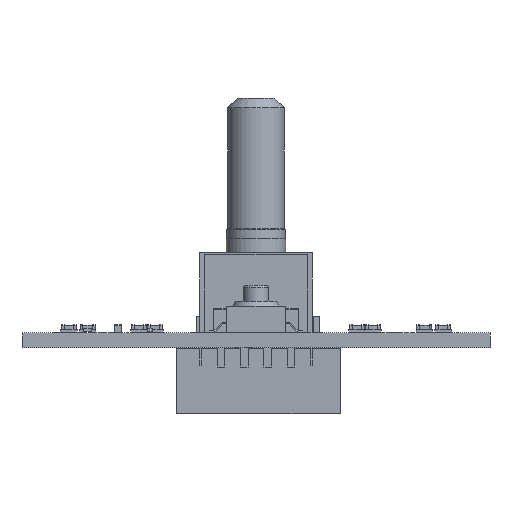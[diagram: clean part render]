
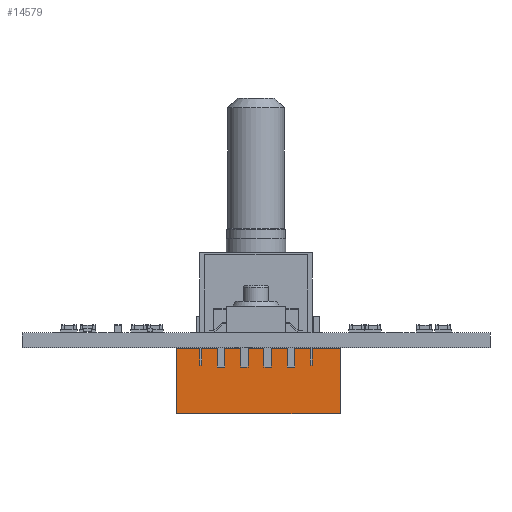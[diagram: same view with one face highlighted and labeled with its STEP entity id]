
A CAD part, front view. The second image highlights one B-rep face of the part: STEP entity #14579.
In plain terms, the highlighted face is planar.
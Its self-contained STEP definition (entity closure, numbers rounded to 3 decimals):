
#14133 = PLANE('',#14134);
#14134 = AXIS2_PLACEMENT_3D('',#14135,#14136,#14137);
#14135 = CARTESIAN_POINT('',(0.,0.6,7.));
#14136 = DIRECTION('',(0.,0.,1.));
#14137 = DIRECTION('',(1.,0.,-0.));
#14324 = VERTEX_POINT('',#14325);
#14325 = CARTESIAN_POINT('',(-8.75,3.5,0.));
#14332 = PLANE('',#14333);
#14333 = AXIS2_PLACEMENT_3D('',#14334,#14335,#14336);
#14334 = CARTESIAN_POINT('',(-8.75,0.6,7.));
#14335 = DIRECTION('',(-1.,0.,0.));
#14336 = DIRECTION('',(0.,0.,1.));
#14344 = PLANE('',#14345);
#14345 = AXIS2_PLACEMENT_3D('',#14346,#14347,#14348);
#14346 = CARTESIAN_POINT('',(0.,0.6,0.));
#14347 = DIRECTION('',(0.,0.,1.));
#14348 = DIRECTION('',(1.,0.,-0.));
#14385 = VERTEX_POINT('',#14386);
#14386 = CARTESIAN_POINT('',(-8.75,3.5,7.));
#14407 = EDGE_CURVE('',#14385,#14324,#14408,.T.);
#14408 = SURFACE_CURVE('',#14409,(#14413,#14420),.PCURVE_S1.);
#14409 = LINE('',#14410,#14411);
#14410 = CARTESIAN_POINT('',(-8.75,3.5,7.));
#14411 = VECTOR('',#14412,1.);
#14412 = DIRECTION('',(0.,0.,-1.));
#14413 = PCURVE('',#14332,#14414);
#14414 = DEFINITIONAL_REPRESENTATION('',(#14415),#14419);
#14415 = LINE('',#14416,#14417);
#14416 = CARTESIAN_POINT('',(0.,2.9));
#14417 = VECTOR('',#14418,1.);
#14418 = DIRECTION('',(-1.,0.));
#14419 = ( GEOMETRIC_REPRESENTATION_CONTEXT(2) 
PARAMETRIC_REPRESENTATION_CONTEXT() REPRESENTATION_CONTEXT('2D SPACE',''
  ) );
#14420 = PCURVE('',#14421,#14426);
#14421 = PLANE('',#14422);
#14422 = AXIS2_PLACEMENT_3D('',#14423,#14424,#14425);
#14423 = CARTESIAN_POINT('',(0.,3.5,7.));
#14424 = DIRECTION('',(0.,1.,0.));
#14425 = DIRECTION('',(-1.,0.,0.));
#14426 = DEFINITIONAL_REPRESENTATION('',(#14427),#14431);
#14427 = LINE('',#14428,#14429);
#14428 = CARTESIAN_POINT('',(8.75,0.));
#14429 = VECTOR('',#14430,1.);
#14430 = DIRECTION('',(0.,-1.));
#14431 = ( GEOMETRIC_REPRESENTATION_CONTEXT(2) 
PARAMETRIC_REPRESENTATION_CONTEXT() REPRESENTATION_CONTEXT('2D SPACE',''
  ) );
#14476 = PLANE('',#14477);
#14477 = AXIS2_PLACEMENT_3D('',#14478,#14479,#14480);
#14478 = CARTESIAN_POINT('',(8.75,0.6,7.));
#14479 = DIRECTION('',(-1.,0.,0.));
#14480 = DIRECTION('',(0.,0.,1.));
#14514 = VERTEX_POINT('',#14515);
#14515 = CARTESIAN_POINT('',(8.75,3.5,7.));
#14536 = EDGE_CURVE('',#14514,#14537,#14539,.T.);
#14537 = VERTEX_POINT('',#14538);
#14538 = CARTESIAN_POINT('',(8.75,3.5,0.));
#14539 = SURFACE_CURVE('',#14540,(#14544,#14551),.PCURVE_S1.);
#14540 = LINE('',#14541,#14542);
#14541 = CARTESIAN_POINT('',(8.75,3.5,7.));
#14542 = VECTOR('',#14543,1.);
#14543 = DIRECTION('',(0.,0.,-1.));
#14544 = PCURVE('',#14476,#14545);
#14545 = DEFINITIONAL_REPRESENTATION('',(#14546),#14550);
#14546 = LINE('',#14547,#14548);
#14547 = CARTESIAN_POINT('',(0.,2.9));
#14548 = VECTOR('',#14549,1.);
#14549 = DIRECTION('',(-1.,0.));
#14550 = ( GEOMETRIC_REPRESENTATION_CONTEXT(2) 
PARAMETRIC_REPRESENTATION_CONTEXT() REPRESENTATION_CONTEXT('2D SPACE',''
  ) );
#14551 = PCURVE('',#14421,#14552);
#14552 = DEFINITIONAL_REPRESENTATION('',(#14553),#14557);
#14553 = LINE('',#14554,#14555);
#14554 = CARTESIAN_POINT('',(-8.75,0.));
#14555 = VECTOR('',#14556,1.);
#14556 = DIRECTION('',(0.,-1.));
#14557 = ( GEOMETRIC_REPRESENTATION_CONTEXT(2) 
PARAMETRIC_REPRESENTATION_CONTEXT() REPRESENTATION_CONTEXT('2D SPACE',''
  ) );
#14579 = ADVANCED_FACE('',(#14580),#14421,.T.);
#14580 = FACE_BOUND('',#14581,.T.);
#14581 = EDGE_LOOP('',(#14582,#14603,#14604,#14625));
#14582 = ORIENTED_EDGE('',*,*,#14583,.F.);
#14583 = EDGE_CURVE('',#14324,#14537,#14584,.T.);
#14584 = SURFACE_CURVE('',#14585,(#14589,#14596),.PCURVE_S1.);
#14585 = LINE('',#14586,#14587);
#14586 = CARTESIAN_POINT('',(0.,3.5,0.));
#14587 = VECTOR('',#14588,1.);
#14588 = DIRECTION('',(1.,0.,0.));
#14589 = PCURVE('',#14421,#14590);
#14590 = DEFINITIONAL_REPRESENTATION('',(#14591),#14595);
#14591 = LINE('',#14592,#14593);
#14592 = CARTESIAN_POINT('',(0.,-7.));
#14593 = VECTOR('',#14594,1.);
#14594 = DIRECTION('',(-1.,0.));
#14595 = ( GEOMETRIC_REPRESENTATION_CONTEXT(2) 
PARAMETRIC_REPRESENTATION_CONTEXT() REPRESENTATION_CONTEXT('2D SPACE',''
  ) );
#14596 = PCURVE('',#14344,#14597);
#14597 = DEFINITIONAL_REPRESENTATION('',(#14598),#14602);
#14598 = LINE('',#14599,#14600);
#14599 = CARTESIAN_POINT('',(0.,2.9));
#14600 = VECTOR('',#14601,1.);
#14601 = DIRECTION('',(1.,0.));
#14602 = ( GEOMETRIC_REPRESENTATION_CONTEXT(2) 
PARAMETRIC_REPRESENTATION_CONTEXT() REPRESENTATION_CONTEXT('2D SPACE',''
  ) );
#14603 = ORIENTED_EDGE('',*,*,#14407,.F.);
#14604 = ORIENTED_EDGE('',*,*,#14605,.T.);
#14605 = EDGE_CURVE('',#14385,#14514,#14606,.T.);
#14606 = SURFACE_CURVE('',#14607,(#14611,#14618),.PCURVE_S1.);
#14607 = LINE('',#14608,#14609);
#14608 = CARTESIAN_POINT('',(0.,3.5,7.));
#14609 = VECTOR('',#14610,1.);
#14610 = DIRECTION('',(1.,0.,0.));
#14611 = PCURVE('',#14421,#14612);
#14612 = DEFINITIONAL_REPRESENTATION('',(#14613),#14617);
#14613 = LINE('',#14614,#14615);
#14614 = CARTESIAN_POINT('',(0.,0.));
#14615 = VECTOR('',#14616,1.);
#14616 = DIRECTION('',(-1.,0.));
#14617 = ( GEOMETRIC_REPRESENTATION_CONTEXT(2) 
PARAMETRIC_REPRESENTATION_CONTEXT() REPRESENTATION_CONTEXT('2D SPACE',''
  ) );
#14618 = PCURVE('',#14133,#14619);
#14619 = DEFINITIONAL_REPRESENTATION('',(#14620),#14624);
#14620 = LINE('',#14621,#14622);
#14621 = CARTESIAN_POINT('',(0.,2.9));
#14622 = VECTOR('',#14623,1.);
#14623 = DIRECTION('',(1.,0.));
#14624 = ( GEOMETRIC_REPRESENTATION_CONTEXT(2) 
PARAMETRIC_REPRESENTATION_CONTEXT() REPRESENTATION_CONTEXT('2D SPACE',''
  ) );
#14625 = ORIENTED_EDGE('',*,*,#14536,.T.);
